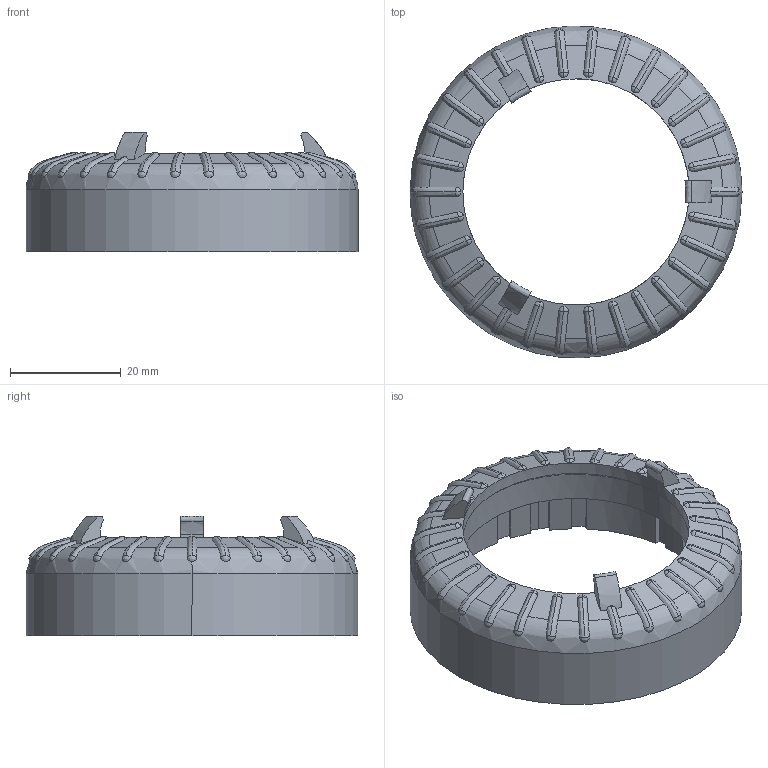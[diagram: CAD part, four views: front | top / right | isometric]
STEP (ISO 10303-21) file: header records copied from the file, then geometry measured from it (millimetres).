
FILE_DESCRIPTION(/* description */ (''),/* implementation_level */ '2;1');
FILE_NAME(/* name */ 'cocot_micro_BallCover_40mm_ClearResin',/* time_stamp */ '2023-11-10T10:46:05-08:00',/* author */ (''),/* organization */ (''),/* preprocessor_version */ 'ST-DEVELOPER v16.5',/* originating_system */ 'Rhino 7.25',/* authorisation */ '');
FILE_SCHEMA (('CONFIG_CONTROL_DESIGN'));
Length unit declared in the file: millimetre
Products named in the file (1): Document
Bounding box: 60 x 59.97 x 21.68 mm (x, y, z)
Volume: 17535.8 mm3; surface area: 8775.6 mm2
Topology: 1 solids, 1 shells, 255 faces, 690 edges, 437 vertices
Faces by surface type: bspline 160, plane 53, cylinder 42
Entity records: 16634 total; most frequent: CARTESIAN_POINT 12782, ORIENTED_EDGE 1380, EDGE_CURVE 690, VERTEX_POINT 437, EDGE_LOOP 257, ADVANCED_FACE 255, FACE_OUTER_BOUND 255, B_SPLINE_CURVE_WITH_KNOTS 241
